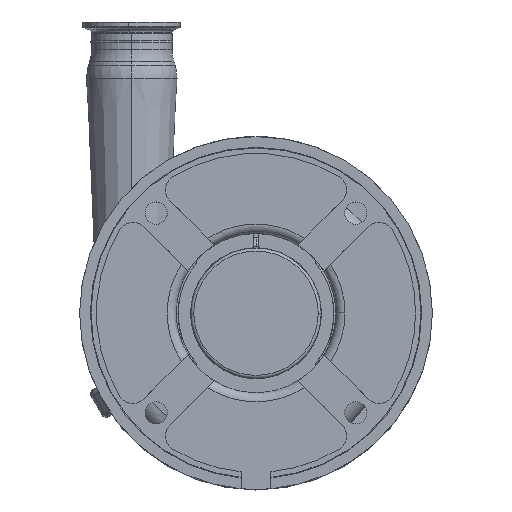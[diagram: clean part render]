
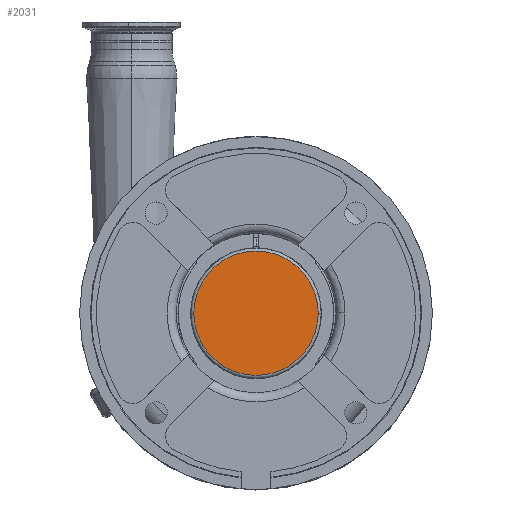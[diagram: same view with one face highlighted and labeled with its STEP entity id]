
A CAD part, top view. The second image highlights one B-rep face of the part: STEP entity #2031.
In plain terms, the highlighted planar face has unit normal (0, 0, 1).
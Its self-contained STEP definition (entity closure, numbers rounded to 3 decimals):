
#319 = CARTESIAN_POINT ( 'NONE',  ( 0., 0., 65. ) ) ;
#795 = DIRECTION ( 'NONE',  ( 0., 0., 1. ) ) ;
#2031 = ADVANCED_FACE ( 'NONE', ( #11564 ), #17386, .F. ) ;
#2428 = ORIENTED_EDGE ( 'NONE', *, *, #15475, .T. ) ;
#2879 = DIRECTION ( 'NONE',  ( -1., 0., 0. ) ) ;
#4311 = DIRECTION ( 'NONE',  ( 0., 0., -1. ) ) ;
#5649 = CIRCLE ( 'NONE', #16603, 40.552 ) ;
#6394 = EDGE_CURVE ( 'NONE', #16306, #6535, #5649, .T. ) ;
#6535 = VERTEX_POINT ( 'NONE', #13501 ) ;
#7591 = CARTESIAN_POINT ( 'NONE',  ( 40.552, 0., 65. ) ) ;
#7888 = DIRECTION ( 'NONE',  ( 0., 0., 1. ) ) ;
#8065 = CARTESIAN_POINT ( 'NONE',  ( 0., 0., 65. ) ) ;
#8619 = CIRCLE ( 'NONE', #9210, 40.552 ) ;
#9210 = AXIS2_PLACEMENT_3D ( 'NONE', #8065, #795, #18046 ) ;
#10429 = ORIENTED_EDGE ( 'NONE', *, *, #6394, .T. ) ;
#11564 = FACE_OUTER_BOUND ( 'NONE', #17604, .T. ) ;
#13501 = CARTESIAN_POINT ( 'NONE',  ( -40.552, 0., 65. ) ) ;
#13996 = DIRECTION ( 'NONE',  ( -1., 0., 0. ) ) ;
#15323 = CARTESIAN_POINT ( 'NONE',  ( 0., 0., 65. ) ) ;
#15398 = AXIS2_PLACEMENT_3D ( 'NONE', #319, #4311, #2879 ) ;
#15475 = EDGE_CURVE ( 'NONE', #6535, #16306, #8619, .T. ) ;
#16306 = VERTEX_POINT ( 'NONE', #7591 ) ;
#16603 = AXIS2_PLACEMENT_3D ( 'NONE', #15323, #7888, #13996 ) ;
#17386 = PLANE ( 'NONE',  #15398 ) ;
#17604 = EDGE_LOOP ( 'NONE', ( #2428, #10429 ) ) ;
#18046 = DIRECTION ( 'NONE',  ( -1., 0., 0. ) ) ;
